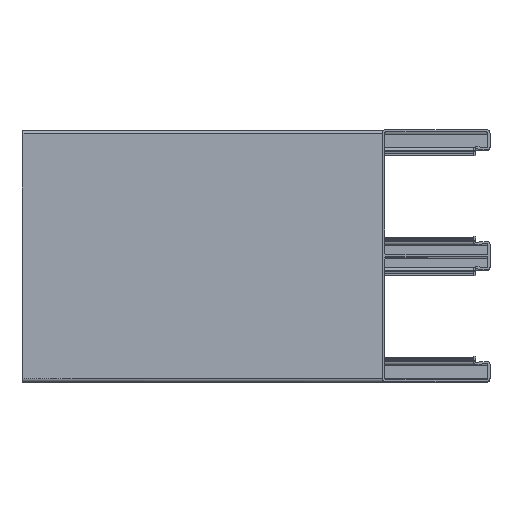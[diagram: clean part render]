
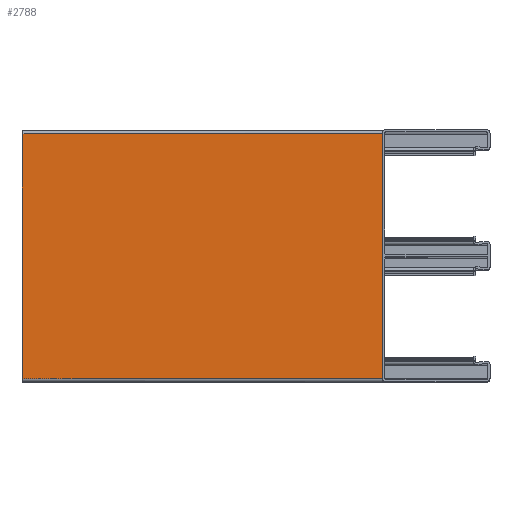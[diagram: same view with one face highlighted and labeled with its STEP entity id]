
A CAD part, top view. The second image highlights one B-rep face of the part: STEP entity #2788.
In plain terms, the highlighted face is planar.
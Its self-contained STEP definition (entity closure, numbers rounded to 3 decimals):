
#80 = CARTESIAN_POINT ( 'NONE',  ( 0., 52., 300. ) ) ;
#1418 = EDGE_CURVE ( 'NONE', #5596, #4984, #5511, .T. ) ;
#1610 = VECTOR ( 'NONE', #4551, 1000. ) ;
#1643 = ORIENTED_EDGE ( 'NONE', *, *, #3252, .F. ) ;
#1804 = CARTESIAN_POINT ( 'NONE',  ( 0., -155., 300. ) ) ;
#1956 = FACE_OUTER_BOUND ( 'NONE', #2243, .T. ) ;
#2092 = CARTESIAN_POINT ( 'NONE',  ( 0., -50., 0. ) ) ;
#2243 = EDGE_LOOP ( 'NONE', ( #1643, #4636, #4801, #4976 ) ) ;
#2496 = CARTESIAN_POINT ( 'NONE',  ( 0., 52., 0. ) ) ;
#2660 = LINE ( 'NONE', #1804, #4601 ) ;
#2690 = DIRECTION ( 'NONE',  ( 1., 0., 0. ) ) ;
#2788 = ADVANCED_FACE ( 'NONE', ( #1956 ), #3755, .F. ) ;
#2812 = DIRECTION ( 'NONE',  ( 0., 1., 0. ) ) ;
#2971 = LINE ( 'NONE', #2092, #4190 ) ;
#3252 = EDGE_CURVE ( 'NONE', #6025, #6343, #5563, .T. ) ;
#3755 = PLANE ( 'NONE',  #5132 ) ;
#4166 = VECTOR ( 'NONE', #4542, 1000. ) ;
#4190 = VECTOR ( 'NONE', #5677, 1000. ) ;
#4235 = CARTESIAN_POINT ( 'NONE',  ( 0., -152., 300. ) ) ;
#4256 = DIRECTION ( 'NONE',  ( 0., 0., -1. ) ) ;
#4542 = DIRECTION ( 'NONE',  ( 0., 0., -1. ) ) ;
#4551 = DIRECTION ( 'NONE',  ( 0., 0., -1. ) ) ;
#4601 = VECTOR ( 'NONE', #2812, 1000. ) ;
#4636 = ORIENTED_EDGE ( 'NONE', *, *, #4823, .T. ) ;
#4801 = ORIENTED_EDGE ( 'NONE', *, *, #1418, .T. ) ;
#4823 = EDGE_CURVE ( 'NONE', #6025, #5596, #2660, .T. ) ;
#4976 = ORIENTED_EDGE ( 'NONE', *, *, #5512, .T. ) ;
#4984 = VERTEX_POINT ( 'NONE', #2496 ) ;
#5026 = CARTESIAN_POINT ( 'NONE',  ( 0., 52., 390. ) ) ;
#5132 = AXIS2_PLACEMENT_3D ( 'NONE', #6270, #2690, #4256 ) ;
#5511 = LINE ( 'NONE', #5026, #4166 ) ;
#5512 = EDGE_CURVE ( 'NONE', #4984, #6343, #2971, .T. ) ;
#5563 = LINE ( 'NONE', #6076, #1610 ) ;
#5596 = VERTEX_POINT ( 'NONE', #80 ) ;
#5677 = DIRECTION ( 'NONE',  ( 0., -1., 0. ) ) ;
#6025 = VERTEX_POINT ( 'NONE', #4235 ) ;
#6076 = CARTESIAN_POINT ( 'NONE',  ( 0., -152., 390. ) ) ;
#6270 = CARTESIAN_POINT ( 'NONE',  ( 0., -50., 390. ) ) ;
#6343 = VERTEX_POINT ( 'NONE', #6521 ) ;
#6521 = CARTESIAN_POINT ( 'NONE',  ( 0., -152., 0. ) ) ;
